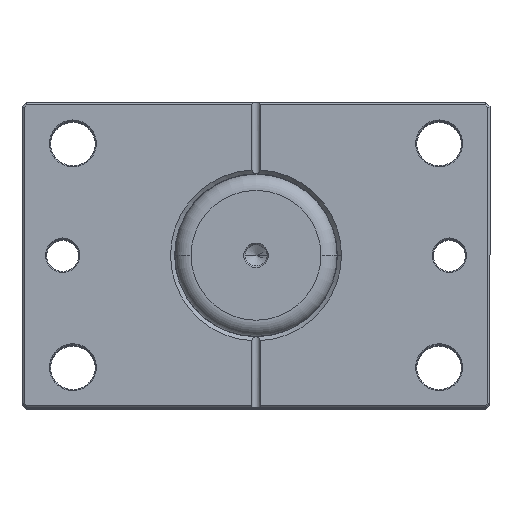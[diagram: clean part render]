
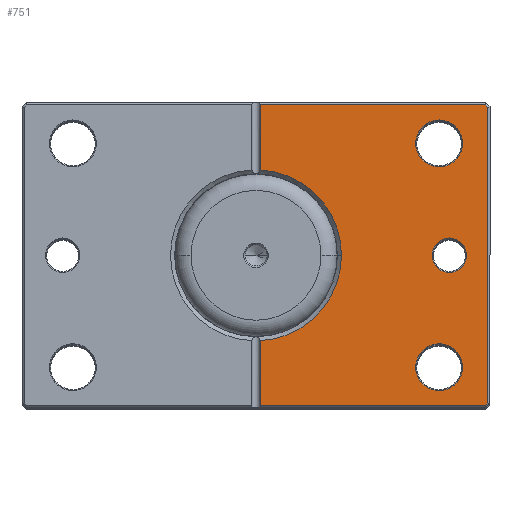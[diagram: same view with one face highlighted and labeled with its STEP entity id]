
A CAD part, top view. The second image highlights one B-rep face of the part: STEP entity #751.
In plain terms, the highlighted face is planar.
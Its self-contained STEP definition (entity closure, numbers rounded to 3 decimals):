
#186 = LINE ( 'NONE', #5542, #1674 ) ;
#237 = VERTEX_POINT ( 'NONE', #839 ) ;
#278 = PLANE ( 'NONE',  #2087 ) ;
#286 = ORIENTED_EDGE ( 'NONE', *, *, #1838, .T. ) ;
#337 = ORIENTED_EDGE ( 'NONE', *, *, #3502, .T. ) ;
#382 = DIRECTION ( 'NONE',  ( 0., 0., 1. ) ) ;
#564 = EDGE_CURVE ( 'NONE', #3410, #3029, #3541, .T. ) ;
#570 = CARTESIAN_POINT ( 'NONE',  ( -90., 55., 0. ) ) ;
#608 = CARTESIAN_POINT ( 'NONE',  ( -2., 75., 0. ) ) ;
#657 = EDGE_CURVE ( 'NONE', #1485, #4974, #1693, .T. ) ;
#742 = DIRECTION ( 'NONE',  ( -0.707, 0.707, 0. ) ) ;
#751 = ADVANCED_FACE ( 'NONE', ( #2655, #1529, #2497, #1017 ), #278, .F. ) ;
#801 = ORIENTED_EDGE ( 'NONE', *, *, #5093, .T. ) ;
#839 = CARTESIAN_POINT ( 'NONE',  ( -101.5, -55., 0. ) ) ;
#910 = CARTESIAN_POINT ( 'NONE',  ( 0., 0., 0. ) ) ;
#959 = CIRCLE ( 'NONE', #2826, 11.5 ) ;
#987 = DIRECTION ( 'NONE',  ( 0., 0., 1. ) ) ;
#999 = DIRECTION ( 'NONE',  ( 0., 0., 1. ) ) ;
#1006 = CARTESIAN_POINT ( 'NONE',  ( -90., -55., 0. ) ) ;
#1017 = FACE_OUTER_BOUND ( 'NONE', #1386, .T. ) ;
#1053 = DIRECTION ( 'NONE',  ( 1., 0., 0. ) ) ;
#1059 = EDGE_LOOP ( 'NONE', ( #3494, #2875 ) ) ;
#1073 = EDGE_CURVE ( 'NONE', #2800, #3631, #1509, .T. ) ;
#1231 = LINE ( 'NONE', #4635, #6942 ) ;
#1303 = ORIENTED_EDGE ( 'NONE', *, *, #4649, .T. ) ;
#1315 = ORIENTED_EDGE ( 'NONE', *, *, #5286, .T. ) ;
#1386 = EDGE_LOOP ( 'NONE', ( #4732, #2799, #286, #3815, #3140, #1303, #6067, #337, #5734 ) ) ;
#1474 = AXIS2_PLACEMENT_3D ( 'NONE', #2037, #2562, #2535 ) ;
#1485 = VERTEX_POINT ( 'NONE', #6319 ) ;
#1509 = LINE ( 'NONE', #6246, #2996 ) ;
#1529 = FACE_BOUND ( 'NONE', #6611, .T. ) ;
#1538 = CARTESIAN_POINT ( 'NONE',  ( -42., 0., 0. ) ) ;
#1546 = EDGE_CURVE ( 'NONE', #2500, #1559, #3514, .T. ) ;
#1547 = DIRECTION ( 'NONE',  ( 1., 0., 0. ) ) ;
#1559 = VERTEX_POINT ( 'NONE', #5609 ) ;
#1612 = EDGE_CURVE ( 'NONE', #2248, #5561, #3340, .T. ) ;
#1621 = AXIS2_PLACEMENT_3D ( 'NONE', #4314, #999, #4879 ) ;
#1641 = VERTEX_POINT ( 'NONE', #4416 ) ;
#1674 = VECTOR ( 'NONE', #4421, 1000. ) ;
#1693 = LINE ( 'NONE', #3360, #3193 ) ;
#1720 = VERTEX_POINT ( 'NONE', #6731 ) ;
#1837 = DIRECTION ( 'NONE',  ( 0., 0., 1. ) ) ;
#1838 = EDGE_CURVE ( 'NONE', #3029, #2846, #6190, .T. ) ;
#1901 = CARTESIAN_POINT ( 'NONE',  ( 0., 0., 0. ) ) ;
#1954 = EDGE_CURVE ( 'NONE', #5561, #2248, #4804, .T. ) ;
#2032 = CARTESIAN_POINT ( 'NONE',  ( -101.5, 55., 0. ) ) ;
#2037 = CARTESIAN_POINT ( 'NONE',  ( 0., 0., 0. ) ) ;
#2056 = DIRECTION ( 'NONE',  ( 0., 0., 1. ) ) ;
#2087 = AXIS2_PLACEMENT_3D ( 'NONE', #910, #987, #1053 ) ;
#2248 = VERTEX_POINT ( 'NONE', #5246 ) ;
#2486 = CARTESIAN_POINT ( 'NONE',  ( 0., 74., 0. ) ) ;
#2497 = FACE_BOUND ( 'NONE', #1059, .T. ) ;
#2500 = VERTEX_POINT ( 'NONE', #3825 ) ;
#2526 = LINE ( 'NONE', #608, #4000 ) ;
#2535 = DIRECTION ( 'NONE',  ( 1., 0., 0. ) ) ;
#2562 = DIRECTION ( 'NONE',  ( 0., 0., 1. ) ) ;
#2655 = FACE_BOUND ( 'NONE', #4361, .T. ) ;
#2788 = AXIS2_PLACEMENT_3D ( 'NONE', #5520, #4210, #5586 ) ;
#2799 = ORIENTED_EDGE ( 'NONE', *, *, #564, .T. ) ;
#2800 = VERTEX_POINT ( 'NONE', #5184 ) ;
#2826 = AXIS2_PLACEMENT_3D ( 'NONE', #3722, #382, #4279 ) ;
#2846 = VERTEX_POINT ( 'NONE', #6357 ) ;
#2869 = VECTOR ( 'NONE', #4592, 1000. ) ;
#2875 = ORIENTED_EDGE ( 'NONE', *, *, #1612, .T. ) ;
#2884 = ORIENTED_EDGE ( 'NONE', *, *, #5621, .T. ) ;
#2890 = CARTESIAN_POINT ( 'NONE',  ( -112.586, -74., 0. ) ) ;
#2996 = VECTOR ( 'NONE', #6105, 1000. ) ;
#3029 = VERTEX_POINT ( 'NONE', #1538 ) ;
#3140 = ORIENTED_EDGE ( 'NONE', *, *, #1073, .T. ) ;
#3178 = DIRECTION ( 'NONE',  ( 1., 0., 0. ) ) ;
#3193 = VECTOR ( 'NONE', #5997, 1000. ) ;
#3200 = DIRECTION ( 'NONE',  ( 0., 0., 1. ) ) ;
#3224 = VERTEX_POINT ( 'NONE', #5853 ) ;
#3244 = CARTESIAN_POINT ( 'NONE',  ( -2., 41.952, 0. ) ) ;
#3304 = CIRCLE ( 'NONE', #4563, 11.5 ) ;
#3340 = CIRCLE ( 'NONE', #5035, 11.5 ) ;
#3350 = AXIS2_PLACEMENT_3D ( 'NONE', #5187, #1837, #5731 ) ;
#3360 = CARTESIAN_POINT ( 'NONE',  ( -114., 0., 0. ) ) ;
#3410 = VERTEX_POINT ( 'NONE', #3244 ) ;
#3494 = ORIENTED_EDGE ( 'NONE', *, *, #1954, .T. ) ;
#3502 = EDGE_CURVE ( 'NONE', #4974, #1720, #186, .T. ) ;
#3514 = CIRCLE ( 'NONE', #2788, 8.5 ) ;
#3541 = CIRCLE ( 'NONE', #1474, 42. ) ;
#3631 = VERTEX_POINT ( 'NONE', #2890 ) ;
#3637 = AXIS2_PLACEMENT_3D ( 'NONE', #1901, #3200, #3178 ) ;
#3722 = CARTESIAN_POINT ( 'NONE',  ( -90., -55., 0. ) ) ;
#3815 = ORIENTED_EDGE ( 'NONE', *, *, #5079, .T. ) ;
#3825 = CARTESIAN_POINT ( 'NONE',  ( -86.5, 0., 0. ) ) ;
#3942 = DIRECTION ( 'NONE',  ( 0., -1., 0. ) ) ;
#4000 = VECTOR ( 'NONE', #3942, 1000. ) ;
#4210 = DIRECTION ( 'NONE',  ( 0., 0., 1. ) ) ;
#4279 = DIRECTION ( 'NONE',  ( 1., 0., 0. ) ) ;
#4314 = CARTESIAN_POINT ( 'NONE',  ( -90., 55., 0. ) ) ;
#4361 = EDGE_LOOP ( 'NONE', ( #801, #6859 ) ) ;
#4416 = CARTESIAN_POINT ( 'NONE',  ( -2., 74., 0. ) ) ;
#4421 = DIRECTION ( 'NONE',  ( 0.707, 0.707, 0. ) ) ;
#4563 = AXIS2_PLACEMENT_3D ( 'NONE', #1006, #4893, #1547 ) ;
#4592 = DIRECTION ( 'NONE',  ( 0., -1., 0. ) ) ;
#4635 = CARTESIAN_POINT ( 'NONE',  ( -93.293, -93.293, 0. ) ) ;
#4649 = EDGE_CURVE ( 'NONE', #3631, #1485, #1231, .T. ) ;
#4657 = DIRECTION ( 'NONE',  ( 1., 0., 0. ) ) ;
#4711 = DIRECTION ( 'NONE',  ( 1., 0., 0. ) ) ;
#4732 = ORIENTED_EDGE ( 'NONE', *, *, #5487, .T. ) ;
#4804 = CIRCLE ( 'NONE', #1621, 11.5 ) ;
#4879 = DIRECTION ( 'NONE',  ( 1., 0., 0. ) ) ;
#4893 = DIRECTION ( 'NONE',  ( 0., 0., 1. ) ) ;
#4956 = VECTOR ( 'NONE', #4657, 1000. ) ;
#4974 = VERTEX_POINT ( 'NONE', #5644 ) ;
#5035 = AXIS2_PLACEMENT_3D ( 'NONE', #570, #2056, #4711 ) ;
#5079 = EDGE_CURVE ( 'NONE', #2846, #2800, #7109, .T. ) ;
#5093 = EDGE_CURVE ( 'NONE', #1559, #2500, #5820, .T. ) ;
#5184 = CARTESIAN_POINT ( 'NONE',  ( -2., -74., 0. ) ) ;
#5187 = CARTESIAN_POINT ( 'NONE',  ( -95., 0., 0. ) ) ;
#5246 = CARTESIAN_POINT ( 'NONE',  ( -78.5, 55., 0. ) ) ;
#5286 = EDGE_CURVE ( 'NONE', #237, #3224, #959, .T. ) ;
#5487 = EDGE_CURVE ( 'NONE', #1641, #3410, #2526, .T. ) ;
#5520 = CARTESIAN_POINT ( 'NONE',  ( -95., 0., 0. ) ) ;
#5542 = CARTESIAN_POINT ( 'NONE',  ( -93.293, 93.293, 0. ) ) ;
#5561 = VERTEX_POINT ( 'NONE', #2032 ) ;
#5586 = DIRECTION ( 'NONE',  ( 1., 0., 0. ) ) ;
#5609 = CARTESIAN_POINT ( 'NONE',  ( -103.5, 0., 0. ) ) ;
#5621 = EDGE_CURVE ( 'NONE', #3224, #237, #3304, .T. ) ;
#5644 = CARTESIAN_POINT ( 'NONE',  ( -114., 72.586, 0. ) ) ;
#5731 = DIRECTION ( 'NONE',  ( 1., 0., 0. ) ) ;
#5734 = ORIENTED_EDGE ( 'NONE', *, *, #5950, .T. ) ;
#5820 = CIRCLE ( 'NONE', #3350, 8.5 ) ;
#5853 = CARTESIAN_POINT ( 'NONE',  ( -78.5, -55., 0. ) ) ;
#5950 = EDGE_CURVE ( 'NONE', #1720, #1641, #7102, .T. ) ;
#5997 = DIRECTION ( 'NONE',  ( 0., 1., 0. ) ) ;
#6067 = ORIENTED_EDGE ( 'NONE', *, *, #657, .T. ) ;
#6105 = DIRECTION ( 'NONE',  ( -1., 0., 0. ) ) ;
#6190 = CIRCLE ( 'NONE', #3637, 42. ) ;
#6246 = CARTESIAN_POINT ( 'NONE',  ( 0., -74., 0. ) ) ;
#6265 = CARTESIAN_POINT ( 'NONE',  ( -2., 75., 0. ) ) ;
#6319 = CARTESIAN_POINT ( 'NONE',  ( -114., -72.586, 0. ) ) ;
#6357 = CARTESIAN_POINT ( 'NONE',  ( -2., -41.952, 0. ) ) ;
#6611 = EDGE_LOOP ( 'NONE', ( #1315, #2884 ) ) ;
#6731 = CARTESIAN_POINT ( 'NONE',  ( -112.586, 74., 0. ) ) ;
#6859 = ORIENTED_EDGE ( 'NONE', *, *, #1546, .T. ) ;
#6942 = VECTOR ( 'NONE', #742, 1000. ) ;
#7102 = LINE ( 'NONE', #2486, #4956 ) ;
#7109 = LINE ( 'NONE', #6265, #2869 ) ;
